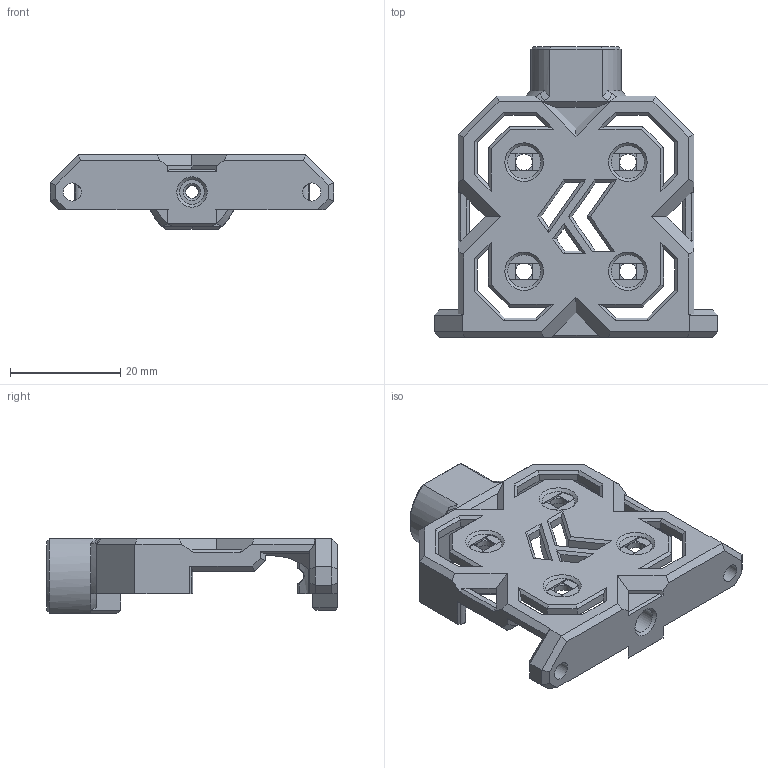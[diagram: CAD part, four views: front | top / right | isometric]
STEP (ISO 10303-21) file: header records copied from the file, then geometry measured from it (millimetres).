
FILE_DESCRIPTION(/* description */ (''),/* implementation_level */ '2;1');
FILE_NAME(/* name */ 'TopCover_Cut_HGXCollet.step',/* time_stamp */ '2024-03-25T19:25:08+13:00',/* author */ (''),/* organization */ (''),/* preprocessor_version */ 'ST-DEVELOPER v20',/* originating_system */ 'Autodesk Translation Framework v12.20.1.177',/* authorisation */ '');
FILE_SCHEMA (('AUTOMOTIVE_DESIGN { 1 0 10303 214 3 1 1 }'));
Length unit declared in the file: millimetre
Products named in the file (1): TopCover_Cut Mod
Bounding box: 51.5 x 52.83 x 13.5 mm (x, y, z)
Volume: 7141.6 mm3; surface area: 7249.8 mm2
Topology: 1 solids, 1 shells, 394 faces, 1050 edges, 655 vertices
Faces by surface type: plane 271, bspline 50, cylinder 43, cone 30
Full cylindrical faces by diameter (mm): 2.3 x2, 3 x4, 3.3 x2, 4.5 x2, 8.5 x1
Entity records: 13330 total; most frequent: CARTESIAN_POINT 3820, ORIENTED_EDGE 2100, DIRECTION 1742, EDGE_CURVE 1050, LINE 760, VECTOR 760, VERTEX_POINT 655, AXIS2_PLACEMENT_3D 491
